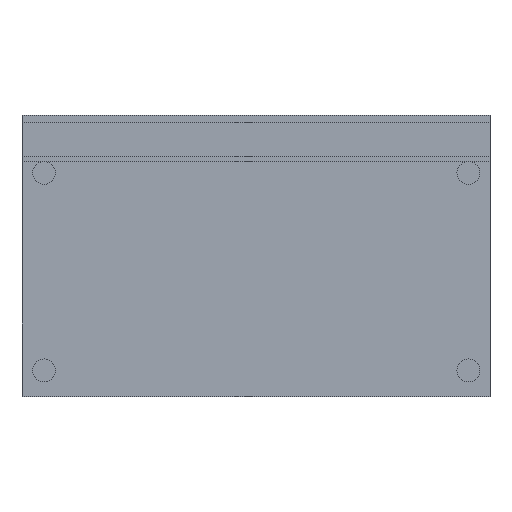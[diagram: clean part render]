
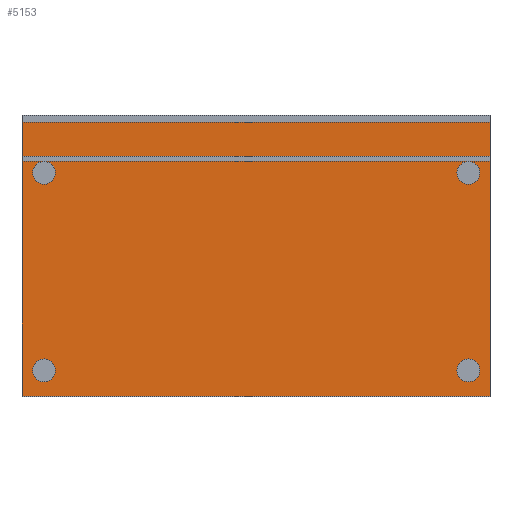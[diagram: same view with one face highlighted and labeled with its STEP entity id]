
A CAD part, front view. The second image highlights one B-rep face of the part: STEP entity #5153.
In plain terms, the highlighted planar face has unit normal (0, -1, 0).
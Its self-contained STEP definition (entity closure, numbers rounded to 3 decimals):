
#313=FACE_OUTER_BOUND('',#645,.T.);
#645=EDGE_LOOP('',(#3406,#3407,#3408,#3409));
#986=LINE('',#7580,#1575);
#989=LINE('',#7586,#1578);
#990=LINE('',#7588,#1579);
#991=LINE('',#7589,#1580);
#1575=VECTOR('',#6032,10.);
#1578=VECTOR('',#6037,10.);
#1579=VECTOR('',#6038,10.);
#1580=VECTOR('',#6039,10.);
#2163=VERTEX_POINT('',#7576);
#2165=VERTEX_POINT('',#7579);
#2167=VERTEX_POINT('',#7585);
#2168=VERTEX_POINT('',#7587);
#2668=EDGE_CURVE('',#2165,#2163,#986,.T.);
#2671=EDGE_CURVE('',#2167,#2163,#989,.T.);
#2672=EDGE_CURVE('',#2167,#2168,#990,.T.);
#2673=EDGE_CURVE('',#2165,#2168,#991,.T.);
#3406=ORIENTED_EDGE('',*,*,#2668,.T.);
#3407=ORIENTED_EDGE('',*,*,#2671,.F.);
#3408=ORIENTED_EDGE('',*,*,#2672,.T.);
#3409=ORIENTED_EDGE('',*,*,#2673,.F.);
#4873=PLANE('',#5550);
#5153=ADVANCED_FACE('',(#313),#4873,.F.);
#5550=AXIS2_PLACEMENT_3D('',#7584,#6035,#6036);
#6032=DIRECTION('',(1.,0.,0.));
#6035=DIRECTION('center_axis',(0.,1.,0.));
#6036=DIRECTION('ref_axis',(0.,0.,1.));
#6037=DIRECTION('',(0.,0.,-1.));
#6038=DIRECTION('',(-1.,0.,0.));
#6039=DIRECTION('',(0.,0.,1.));
#7576=CARTESIAN_POINT('',(562.5,0.,-302.5));
#7579=CARTESIAN_POINT('',(-562.5,0.,-302.5));
#7580=CARTESIAN_POINT('',(0.,0.,-302.5));
#7584=CARTESIAN_POINT('Origin',(0.,0.,0.));
#7585=CARTESIAN_POINT('',(562.5,0.,355.5));
#7586=CARTESIAN_POINT('',(562.5,0.,372.5));
#7587=CARTESIAN_POINT('',(-562.5,0.,355.5));
#7588=CARTESIAN_POINT('',(0.,0.,355.5));
#7589=CARTESIAN_POINT('',(-562.5,0.,-372.5));
